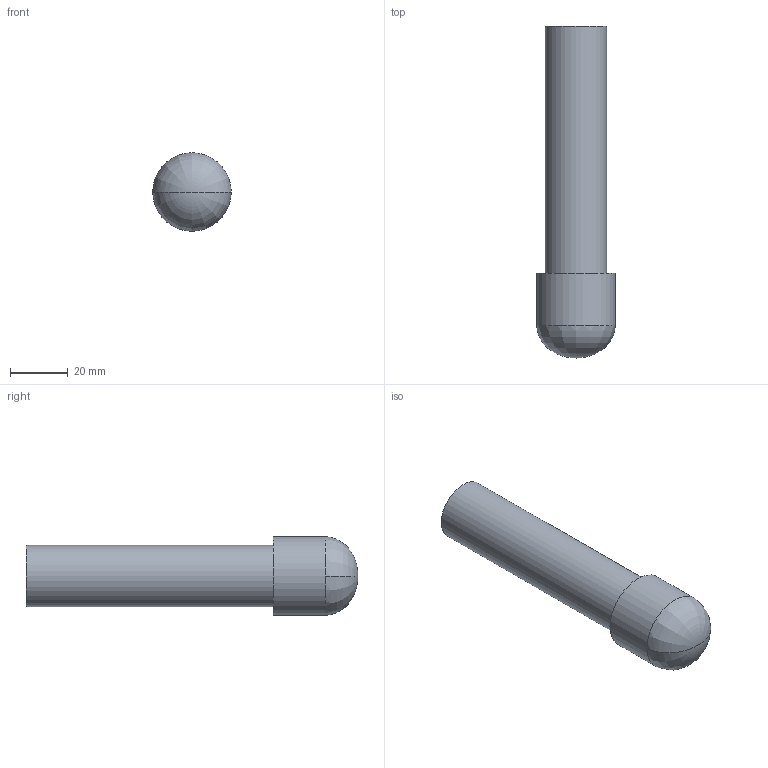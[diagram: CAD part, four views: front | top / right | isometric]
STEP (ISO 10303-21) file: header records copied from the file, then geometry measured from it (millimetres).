
FILE_DESCRIPTION(/* description */ (''),/* implementation_level */ '2;1');
FILE_NAME(/* name */ 'GE-17270_ASM_1_ASM.stp',/* time_stamp */ '2017-01-08T13:48:24-05:00',/* author */ ('jeff1'),/* organization */ (''),/* preprocessor_version */ 'ST-DEVELOPER v16.5',/* originating_system */ 'Autodesk Inventor 2017',/* authorisation */ '');
FILE_SCHEMA (('AUTOMOTIVE_DESIGN { 1 0 10303 214 3 1 1 }'));
Length unit declared in the file: inch
Products named in the file (3): GE-17270_ASM_1_ASM; GE-17270-01_1; GE-17270_1
Assembly tree (2 placements, depth 2):
  GE-17270_ASM_1_ASM
    GE-17270-01_1
    GE-17270_1
Bounding box: 27.23 x 115.16 x 27.23 mm (x, y, z)
Volume: 22882.1 mm3; surface area: 16806.8 mm2
Topology: 2 solids, 2 shells, 11 faces, 24 edges, 14 vertices
Faces by surface type: bspline 4, plane 3, cylinder 3, cone 1
Full cylindrical faces by diameter (mm): 15.799 x1, 21.336 x1, 27.229 x1
Entity records: 751 total; most frequent: CARTESIAN_POINT 486, DIRECTION 44, ORIENTED_EDGE 28, AXIS2_PLACEMENT_3D 22, EDGE_LOOP 18, EDGE_CURVE 14, VERTEX_POINT 12, FACE_OUTER_BOUND 11
